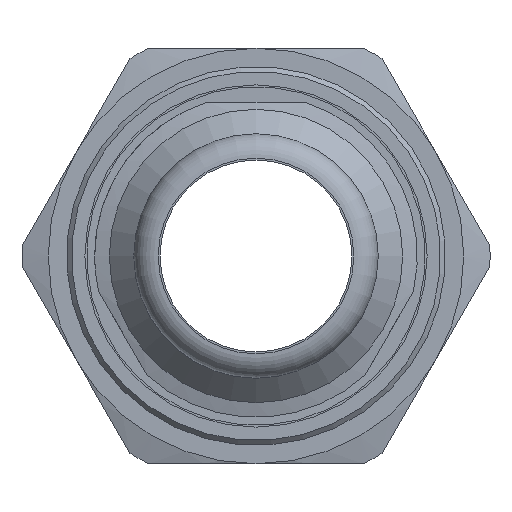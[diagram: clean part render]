
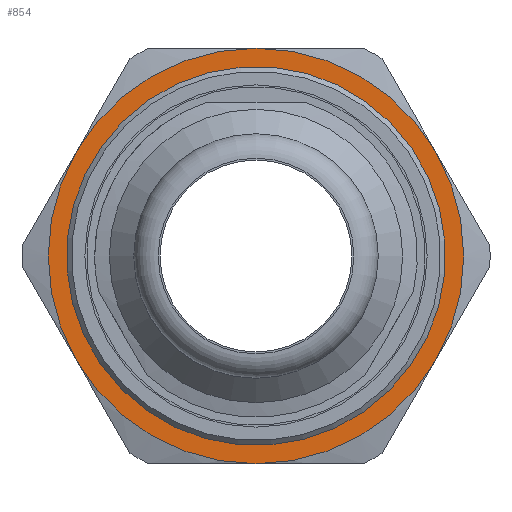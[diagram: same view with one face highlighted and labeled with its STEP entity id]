
A CAD part, left-side view. The second image highlights one B-rep face of the part: STEP entity #854.
In plain terms, the highlighted planar face has unit normal (-1, 0, 0).
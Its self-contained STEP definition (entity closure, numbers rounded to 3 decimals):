
#75=FACE_BOUND('',#276,.T.);
#111=CIRCLE('',#920,8.5);
#112=CIRCLE('',#922,8.5);
#113=CIRCLE('',#924,8.5);
#114=CIRCLE('',#926,8.5);
#115=CIRCLE('',#928,8.5);
#133=CIRCLE('',#965,7.);
#134=CIRCLE('',#967,8.5);
#197=FACE_OUTER_BOUND('',#275,.T.);
#275=EDGE_LOOP('',(#755,#756,#757,#758,#759,#760));
#276=EDGE_LOOP('',(#761));
#391=VERTEX_POINT('',#1342);
#397=VERTEX_POINT('',#1363);
#403=VERTEX_POINT('',#1384);
#409=VERTEX_POINT('',#1405);
#415=VERTEX_POINT('',#1426);
#425=VERTEX_POINT('',#1487);
#441=VERTEX_POINT('',#1554);
#528=EDGE_CURVE('',#391,#425,#111,.T.);
#531=EDGE_CURVE('',#425,#415,#112,.T.);
#532=EDGE_CURVE('',#415,#409,#113,.T.);
#533=EDGE_CURVE('',#409,#403,#114,.T.);
#534=EDGE_CURVE('',#403,#397,#115,.T.);
#552=EDGE_CURVE('',#441,#441,#133,.T.);
#553=EDGE_CURVE('',#397,#391,#134,.T.);
#755=ORIENTED_EDGE('',*,*,#531,.F.);
#756=ORIENTED_EDGE('',*,*,#528,.F.);
#757=ORIENTED_EDGE('',*,*,#553,.F.);
#758=ORIENTED_EDGE('',*,*,#534,.F.);
#759=ORIENTED_EDGE('',*,*,#533,.F.);
#760=ORIENTED_EDGE('',*,*,#532,.F.);
#761=ORIENTED_EDGE('',*,*,#552,.T.);
#802=PLANE('',#966);
#854=ADVANCED_FACE('',(#197,#75),#802,.T.);
#920=AXIS2_PLACEMENT_3D('',#1488,#1110,#1111);
#922=AXIS2_PLACEMENT_3D('',#1496,#1114,#1115);
#924=AXIS2_PLACEMENT_3D('',#1498,#1118,#1119);
#926=AXIS2_PLACEMENT_3D('',#1500,#1122,#1123);
#928=AXIS2_PLACEMENT_3D('',#1502,#1126,#1127);
#965=AXIS2_PLACEMENT_3D('',#1555,#1200,#1201);
#966=AXIS2_PLACEMENT_3D('',#1556,#1202,#1203);
#967=AXIS2_PLACEMENT_3D('',#1557,#1204,#1205);
#1110=DIRECTION('center_axis',(1.,0.,0.));
#1111=DIRECTION('ref_axis',(0.,1.,0.));
#1114=DIRECTION('center_axis',(1.,0.,0.));
#1115=DIRECTION('ref_axis',(0.,1.,0.));
#1118=DIRECTION('center_axis',(1.,0.,0.));
#1119=DIRECTION('ref_axis',(0.,1.,0.));
#1122=DIRECTION('center_axis',(1.,0.,0.));
#1123=DIRECTION('ref_axis',(0.,1.,0.));
#1126=DIRECTION('center_axis',(1.,0.,0.));
#1127=DIRECTION('ref_axis',(0.,1.,0.));
#1200=DIRECTION('center_axis',(1.,0.,0.));
#1201=DIRECTION('ref_axis',(0.,1.,0.));
#1202=DIRECTION('center_axis',(-1.,0.,0.));
#1203=DIRECTION('ref_axis',(0.,0.,1.));
#1204=DIRECTION('center_axis',(1.,0.,0.));
#1205=DIRECTION('ref_axis',(0.,1.,0.));
#1342=CARTESIAN_POINT('',(23.5,7.361,4.25));
#1363=CARTESIAN_POINT('',(23.5,7.361,-4.25));
#1384=CARTESIAN_POINT('',(23.5,0.,-8.5));
#1405=CARTESIAN_POINT('',(23.5,-7.361,-4.25));
#1426=CARTESIAN_POINT('',(23.5,-7.361,4.25));
#1487=CARTESIAN_POINT('',(23.5,0.,8.5));
#1488=CARTESIAN_POINT('Origin',(23.5,0.,0.));
#1496=CARTESIAN_POINT('Origin',(23.5,0.,0.));
#1498=CARTESIAN_POINT('Origin',(23.5,0.,0.));
#1500=CARTESIAN_POINT('Origin',(23.5,0.,0.));
#1502=CARTESIAN_POINT('Origin',(23.5,0.,0.));
#1554=CARTESIAN_POINT('',(23.5,7.,0.));
#1555=CARTESIAN_POINT('Origin',(23.5,0.,0.));
#1556=CARTESIAN_POINT('Origin',(23.5,7.75,0.));
#1557=CARTESIAN_POINT('Origin',(23.5,0.,0.));
